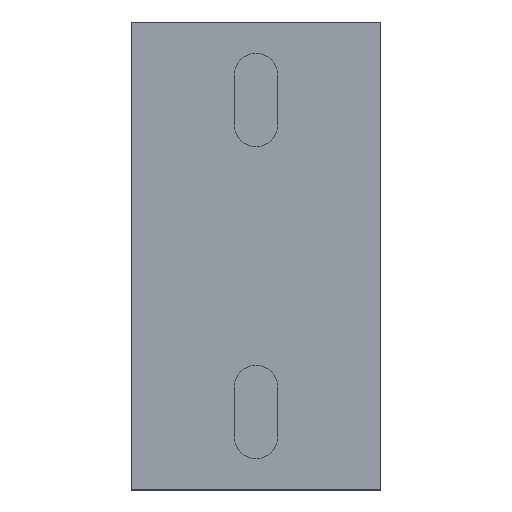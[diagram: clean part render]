
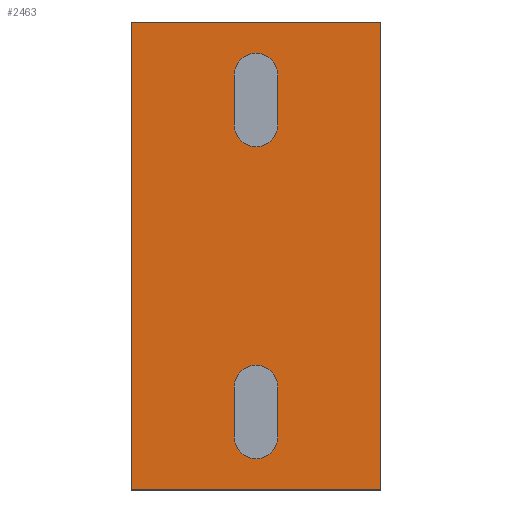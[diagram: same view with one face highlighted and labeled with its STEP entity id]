
A CAD part, top view. The second image highlights one B-rep face of the part: STEP entity #2463.
In plain terms, the highlighted planar face has unit normal (0, 0, 1).
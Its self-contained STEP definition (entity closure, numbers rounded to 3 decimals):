
#225=FACE_OUTER_BOUND('',#299,.T.);
#299=EDGE_LOOP('',(#2306,#2307,#2308,#2309));
#700=LINE('',#4131,#1014);
#703=LINE('',#4137,#1017);
#706=LINE('',#4143,#1020);
#709=LINE('',#4147,#1023);
#1014=VECTOR('',#3257,1.);
#1017=VECTOR('',#3262,1.);
#1020=VECTOR('',#3267,1.);
#1023=VECTOR('',#3272,1.);
#1398=VERTEX_POINT('',#4128);
#1399=VERTEX_POINT('',#4130);
#1401=VERTEX_POINT('',#4136);
#1403=VERTEX_POINT('',#4142);
#1808=EDGE_CURVE('',#1399,#1398,#700,.T.);
#1811=EDGE_CURVE('',#1401,#1399,#703,.T.);
#1814=EDGE_CURVE('',#1403,#1401,#706,.T.);
#1817=EDGE_CURVE('',#1398,#1403,#709,.T.);
#2306=ORIENTED_EDGE('',*,*,#1817,.T.);
#2307=ORIENTED_EDGE('',*,*,#1814,.T.);
#2308=ORIENTED_EDGE('',*,*,#1811,.T.);
#2309=ORIENTED_EDGE('',*,*,#1808,.T.);
#2389=PLANE('',#2632);
#2463=ADVANCED_FACE('',(#225),#2389,.T.);
#2632=AXIS2_PLACEMENT_3D('',#4149,#3275,#3276);
#3257=DIRECTION('',(0.,1.,0.));
#3262=DIRECTION('',(1.,0.,0.));
#3267=DIRECTION('',(0.,-1.,0.));
#3272=DIRECTION('',(-1.,0.,0.));
#3275=DIRECTION('center_axis',(0.,0.,1.));
#3276=DIRECTION('ref_axis',(1.,0.,0.));
#4128=CARTESIAN_POINT('',(126.247,152.745,998.059));
#4130=CARTESIAN_POINT('',(126.247,2.745,998.059));
#4131=CARTESIAN_POINT('',(126.247,152.745,998.059));
#4136=CARTESIAN_POINT('',(46.247,2.745,998.059));
#4137=CARTESIAN_POINT('',(126.247,2.745,998.059));
#4142=CARTESIAN_POINT('',(46.247,152.745,998.059));
#4143=CARTESIAN_POINT('',(46.247,2.745,998.059));
#4147=CARTESIAN_POINT('',(46.247,152.745,998.059));
#4149=CARTESIAN_POINT('Origin',(86.247,77.745,998.059));
